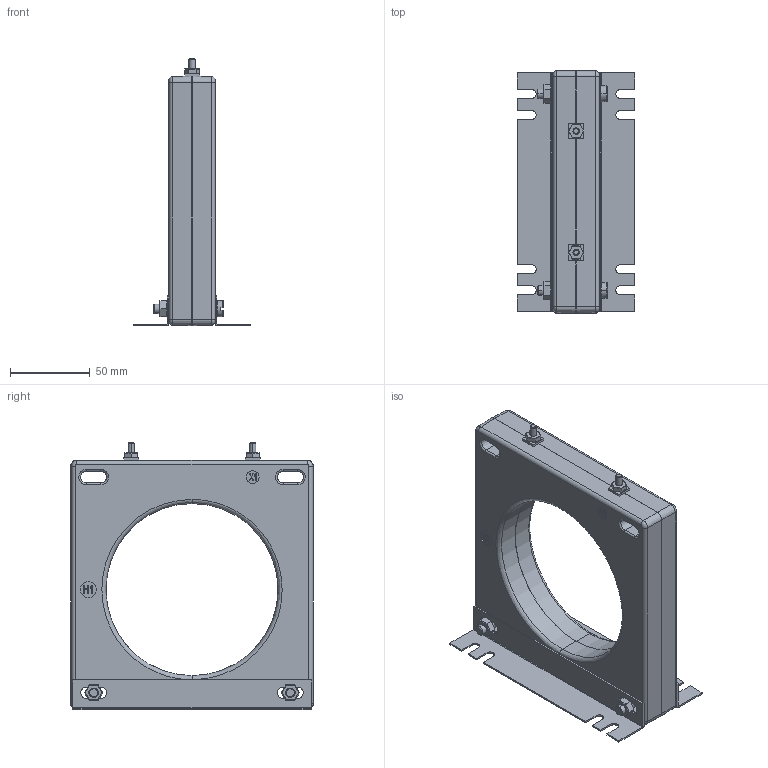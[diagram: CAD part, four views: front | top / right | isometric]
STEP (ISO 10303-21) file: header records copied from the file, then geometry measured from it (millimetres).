
FILE_DESCRIPTION (( 'STEP AP214' ), '1' );
FILE_NAME ('19SHT-801.STEP', '2025-07-15T16:42:31', ( '' ), ( '' ), 'SwSTEP 2.0', 'SolidWorks 2021', '' );
FILE_SCHEMA (( 'AUTOMOTIVE_DESIGN' ));
Length unit declared in the file: inch
Products named in the file (1): 19SHT-801
Bounding box: 73.9 x 152.4 x 167.92 mm (x, y, z)
Volume: 423948.6 mm3; surface area: 105017.4 mm2
Topology: 1 solids, 1 shells, 412 faces, 1067 edges, 670 vertices
Faces by surface type: plane 248, cylinder 78, cone 40, bspline 38, torus 8
Entity records: 13425 total; most frequent: CARTESIAN_POINT 3430, ORIENTED_EDGE 2134, DIRECTION 1985, EDGE_CURVE 1067, VECTOR 743, LINE 743, VERTEX_POINT 670, AXIS2_PLACEMENT_3D 621
